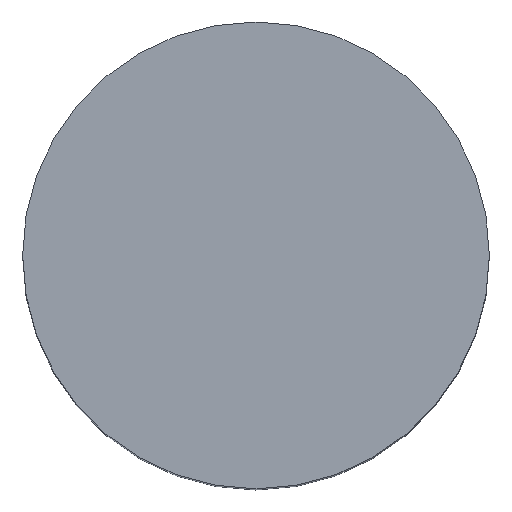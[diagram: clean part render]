
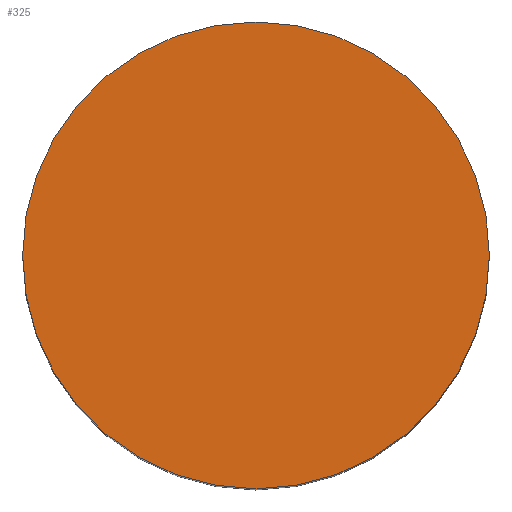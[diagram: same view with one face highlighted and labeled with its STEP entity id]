
A CAD part, top view. The second image highlights one B-rep face of the part: STEP entity #325.
In plain terms, the highlighted planar face has unit normal (0, 0, 1).
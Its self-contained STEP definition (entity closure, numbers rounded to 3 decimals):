
#55 = VERTEX_POINT('',#56);
#56 = CARTESIAN_POINT('',(-2.325,3.175,16.2));
#63 = PLANE('',#64);
#64 = AXIS2_PLACEMENT_3D('',#65,#66,#67);
#65 = CARTESIAN_POINT('',(-2.325,3.175,0.));
#66 = DIRECTION('',(-0.949,0.316,0.));
#67 = DIRECTION('',(0.316,0.949,0.));
#82 = EDGE_CURVE('',#55,#55,#83,.T.);
#83 = SURFACE_CURVE('',#84,(#88,#95),.PCURVE_S1.);
#84 = LINE('',#85,#86);
#85 = CARTESIAN_POINT('',(-2.325,3.175,16.2));
#86 = VECTOR('',#87,1.);
#87 = DIRECTION('',(0.316,0.949,0.));
#88 = PCURVE('',#63,#89);
#89 = DEFINITIONAL_REPRESENTATION('',(#90),#94);
#90 = LINE('',#91,#92);
#91 = CARTESIAN_POINT('',(0.,-16.2));
#92 = VECTOR('',#93,1.);
#93 = DIRECTION('',(1.,0.));
#94 = ( GEOMETRIC_REPRESENTATION_CONTEXT(2) 
PARAMETRIC_REPRESENTATION_CONTEXT() REPRESENTATION_CONTEXT('2D SPACE',''
  ) );
#95 = PCURVE('',#96,#101);
#96 = PLANE('',#97);
#97 = AXIS2_PLACEMENT_3D('',#98,#99,#100);
#98 = CARTESIAN_POINT('',(3.175,3.175,16.2));
#99 = DIRECTION('',(0.,0.,1.));
#100 = DIRECTION('',(1.,0.,0.));
#101 = DEFINITIONAL_REPRESENTATION('',(#102),#106);
#102 = LINE('',#103,#104);
#103 = CARTESIAN_POINT('',(-5.5,0.));
#104 = VECTOR('',#105,1.);
#105 = DIRECTION('',(0.316,0.949));
#106 = ( GEOMETRIC_REPRESENTATION_CONTEXT(2) 
PARAMETRIC_REPRESENTATION_CONTEXT() REPRESENTATION_CONTEXT('2D SPACE',''
  ) );
#139 = EDGE_CURVE('',#55,#140,#142,.T.);
#140 = VERTEX_POINT('',#141);
#141 = CARTESIAN_POINT('',(8.675,3.175,16.2));
#142 = SURFACE_CURVE('',#143,(#148,#160),.PCURVE_S1.);
#143 = CIRCLE('',#144,5.5);
#144 = AXIS2_PLACEMENT_3D('',#145,#146,#147);
#145 = CARTESIAN_POINT('',(3.175,3.175,16.2));
#146 = DIRECTION('',(0.,0.,1.));
#147 = DIRECTION('',(1.,0.,0.));
#148 = PCURVE('',#149,#154);
#149 = CYLINDRICAL_SURFACE('',#150,5.5);
#150 = AXIS2_PLACEMENT_3D('',#151,#152,#153);
#151 = CARTESIAN_POINT('',(3.175,3.175,0.));
#152 = DIRECTION('',(-0.,-0.,-1.));
#153 = DIRECTION('',(1.,0.,0.));
#154 = DEFINITIONAL_REPRESENTATION('',(#155),#159);
#155 = LINE('',#156,#157);
#156 = CARTESIAN_POINT('',(-0.,-16.2));
#157 = VECTOR('',#158,1.);
#158 = DIRECTION('',(-1.,0.));
#159 = ( GEOMETRIC_REPRESENTATION_CONTEXT(2) 
PARAMETRIC_REPRESENTATION_CONTEXT() REPRESENTATION_CONTEXT('2D SPACE',''
  ) );
#160 = PCURVE('',#96,#161);
#161 = DEFINITIONAL_REPRESENTATION('',(#162),#166);
#162 = CIRCLE('',#163,5.5);
#163 = AXIS2_PLACEMENT_2D('',#164,#165);
#164 = CARTESIAN_POINT('',(0.,0.));
#165 = DIRECTION('',(1.,0.));
#166 = ( GEOMETRIC_REPRESENTATION_CONTEXT(2) 
PARAMETRIC_REPRESENTATION_CONTEXT() REPRESENTATION_CONTEXT('2D SPACE',''
  ) );
#184 = PLANE('',#185);
#185 = AXIS2_PLACEMENT_3D('',#186,#187,#188);
#186 = CARTESIAN_POINT('',(8.675,3.175,0.));
#187 = DIRECTION('',(-1.,0.,0.));
#188 = DIRECTION('',(0.,1.,0.));
#222 = EDGE_CURVE('',#140,#140,#223,.T.);
#223 = SURFACE_CURVE('',#224,(#228,#235),.PCURVE_S1.);
#224 = LINE('',#225,#226);
#225 = CARTESIAN_POINT('',(8.675,3.175,16.2));
#226 = VECTOR('',#227,1.);
#227 = DIRECTION('',(0.,1.,0.));
#228 = PCURVE('',#184,#229);
#229 = DEFINITIONAL_REPRESENTATION('',(#230),#234);
#230 = LINE('',#231,#232);
#231 = CARTESIAN_POINT('',(0.,-16.2));
#232 = VECTOR('',#233,1.);
#233 = DIRECTION('',(1.,0.));
#234 = ( GEOMETRIC_REPRESENTATION_CONTEXT(2) 
PARAMETRIC_REPRESENTATION_CONTEXT() REPRESENTATION_CONTEXT('2D SPACE',''
  ) );
#235 = PCURVE('',#96,#236);
#236 = DEFINITIONAL_REPRESENTATION('',(#237),#241);
#237 = LINE('',#238,#239);
#238 = CARTESIAN_POINT('',(5.5,0.));
#239 = VECTOR('',#240,1.);
#240 = DIRECTION('',(0.,1.));
#241 = ( GEOMETRIC_REPRESENTATION_CONTEXT(2) 
PARAMETRIC_REPRESENTATION_CONTEXT() REPRESENTATION_CONTEXT('2D SPACE',''
  ) );
#269 = EDGE_CURVE('',#140,#55,#270,.T.);
#270 = SURFACE_CURVE('',#271,(#276,#288),.PCURVE_S1.);
#271 = CIRCLE('',#272,5.5);
#272 = AXIS2_PLACEMENT_3D('',#273,#274,#275);
#273 = CARTESIAN_POINT('',(3.175,3.175,16.2));
#274 = DIRECTION('',(0.,0.,1.));
#275 = DIRECTION('',(1.,0.,0.));
#276 = PCURVE('',#277,#282);
#277 = CYLINDRICAL_SURFACE('',#278,5.5);
#278 = AXIS2_PLACEMENT_3D('',#279,#280,#281);
#279 = CARTESIAN_POINT('',(3.175,3.175,0.));
#280 = DIRECTION('',(-0.,-0.,-1.));
#281 = DIRECTION('',(1.,0.,0.));
#282 = DEFINITIONAL_REPRESENTATION('',(#283),#287);
#283 = LINE('',#284,#285);
#284 = CARTESIAN_POINT('',(-0.,-16.2));
#285 = VECTOR('',#286,1.);
#286 = DIRECTION('',(-1.,0.));
#287 = ( GEOMETRIC_REPRESENTATION_CONTEXT(2) 
PARAMETRIC_REPRESENTATION_CONTEXT() REPRESENTATION_CONTEXT('2D SPACE',''
  ) );
#288 = PCURVE('',#96,#289);
#289 = DEFINITIONAL_REPRESENTATION('',(#290),#294);
#290 = CIRCLE('',#291,5.5);
#291 = AXIS2_PLACEMENT_2D('',#292,#293);
#292 = CARTESIAN_POINT('',(0.,0.));
#293 = DIRECTION('',(1.,0.));
#294 = ( GEOMETRIC_REPRESENTATION_CONTEXT(2) 
PARAMETRIC_REPRESENTATION_CONTEXT() REPRESENTATION_CONTEXT('2D SPACE',''
  ) );
#325 = ADVANCED_FACE('',(#326),#96,.T.);
#326 = FACE_BOUND('',#327,.T.);
#327 = EDGE_LOOP('',(#328,#329,#330,#331));
#328 = ORIENTED_EDGE('',*,*,#82,.T.);
#329 = ORIENTED_EDGE('',*,*,#139,.T.);
#330 = ORIENTED_EDGE('',*,*,#222,.T.);
#331 = ORIENTED_EDGE('',*,*,#269,.T.);
